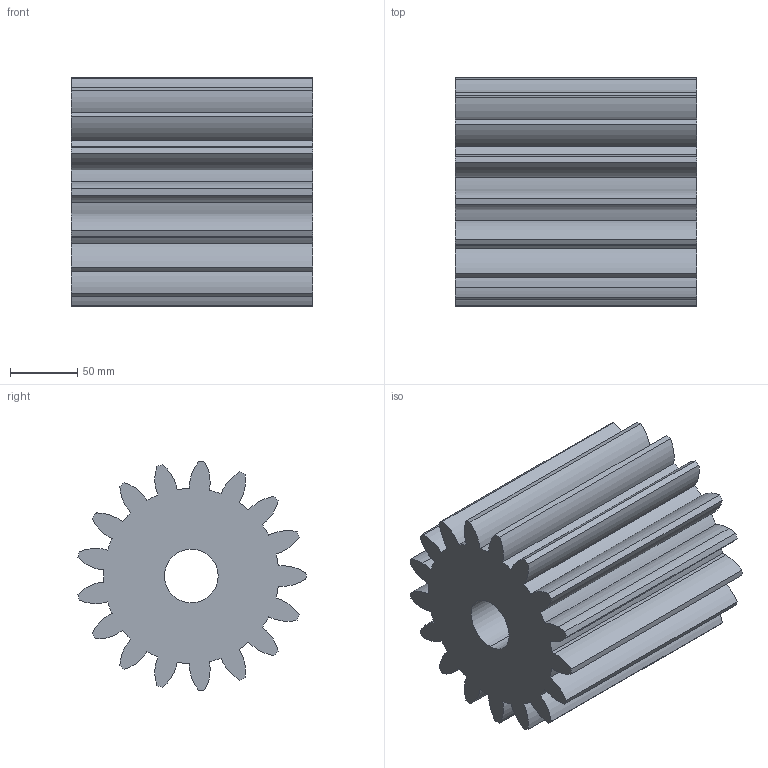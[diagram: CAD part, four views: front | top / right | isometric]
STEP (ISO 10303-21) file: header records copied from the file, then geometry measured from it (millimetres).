
FILE_DESCRIPTION (( 'STEP AP203' ), '1' );
FILE_NAME ('sun.step', '2023-05-21T04:32:35', ( '' ), ( '' ), 'SwSTEP 2.0', 'SolidWorks 2022', '' );
FILE_SCHEMA (( 'CONFIG_CONTROL_DESIGN' ));
Length unit declared in the file: millimetre
Products named in the file (1): sun
Bounding box: 180 x 169.93 x 170.63 mm (x, y, z)
Volume: 2951854.4 mm3; surface area: 230361 mm2
Topology: 1 solids, 1 shells, 76 faces, 222 edges, 148 vertices
Faces by surface type: cylinder 74, plane 2
Entity records: 2695 total; most frequent: DIRECTION 524, CARTESIAN_POINT 447, ORIENTED_EDGE 444, AXIS2_PLACEMENT_3D 225, EDGE_CURVE 222, CIRCLE 148, VERTEX_POINT 148, EDGE_LOOP 78
